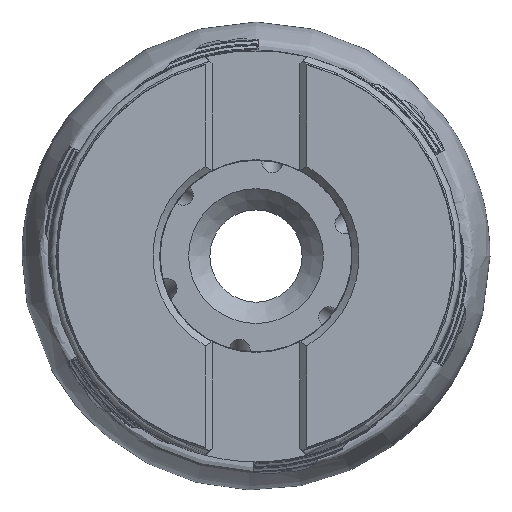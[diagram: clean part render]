
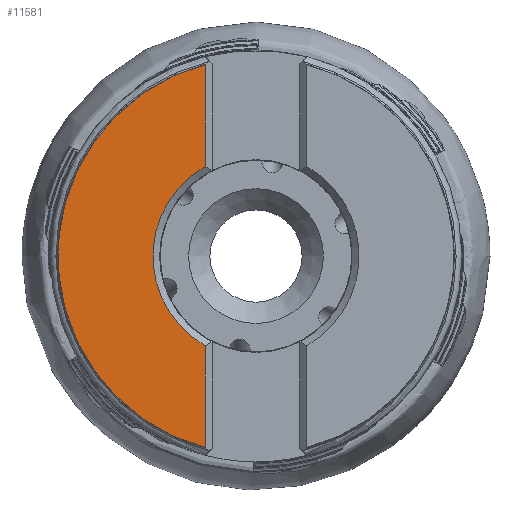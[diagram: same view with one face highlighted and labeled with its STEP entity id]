
A CAD part, left-side view. The second image highlights one B-rep face of the part: STEP entity #11581.
In plain terms, the highlighted planar face has unit normal (-1, 0, 0).
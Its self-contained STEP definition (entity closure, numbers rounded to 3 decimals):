
#187 = EDGE_CURVE ( 'NONE', #3395, #4389, #11491, .T. ) ;
#405 = ORIENTED_EDGE ( 'NONE', *, *, #603, .F. ) ;
#437 = DIRECTION ( 'NONE',  ( 0., 0., 1. ) ) ;
#603 = EDGE_CURVE ( 'Kante161', #3395, #11639, #4867, .T. ) ;
#1569 = AXIS2_PLACEMENT_3D ( 'NONE', #11888, #9310, #1645 ) ;
#1645 = DIRECTION ( 'NONE',  ( 0., 0., 1. ) ) ;
#1738 = ORIENTED_EDGE ( 'NONE', *, *, #187, .T. ) ;
#2307 = CARTESIAN_POINT ( 'NONE',  ( -48.905, 7.15, 26.991 ) ) ;
#2939 = CARTESIAN_POINT ( 'NONE',  ( -48.905, 7.15, -35. ) ) ;
#3322 = VERTEX_POINT ( 'NONE', #4185 ) ;
#3395 = VERTEX_POINT ( 'NONE', #8235 ) ;
#3522 = PLANE ( 'NONE',  #4325 ) ;
#3987 = EDGE_CURVE ( 'NONE', #4389, #3322, #9612, .T. ) ;
#4004 = CARTESIAN_POINT ( 'NONE',  ( -48.905, 7.15, -12.643 ) ) ;
#4185 = CARTESIAN_POINT ( 'NONE',  ( -48.905, 7.15, 12.643 ) ) ;
#4325 = AXIS2_PLACEMENT_3D ( 'NONE', #12490, #13777, #6112 ) ;
#4389 = VERTEX_POINT ( 'NONE', #4004 ) ;
#4674 = VECTOR ( 'NONE', #12866, 1000. ) ;
#4867 = CIRCLE ( 'NONE', #1569, 27.922 ) ;
#5033 = EDGE_LOOP ( 'NONE', ( #1738, #16047, #6045, #405 ) ) ;
#5234 = LINE ( 'NONE', #2939, #8630 ) ;
#5860 = CARTESIAN_POINT ( 'NONE',  ( -48.905, 0., 0. ) ) ;
#6045 = ORIENTED_EDGE ( 'NONE', *, *, #11270, .T. ) ;
#6099 = AXIS2_PLACEMENT_3D ( 'NONE', #5860, #14796, #7135 ) ;
#6112 = DIRECTION ( 'NONE',  ( 0., 0., 1. ) ) ;
#6618 = FACE_OUTER_BOUND ( 'NONE', #5033, .T. ) ;
#7135 = DIRECTION ( 'NONE',  ( 0., 0., 1. ) ) ;
#7493 = CARTESIAN_POINT ( 'NONE',  ( -48.905, 7.15, -35. ) ) ;
#8235 = CARTESIAN_POINT ( 'NONE',  ( -48.905, 7.15, -26.991 ) ) ;
#8630 = VECTOR ( 'NONE', #437, 1000. ) ;
#9310 = DIRECTION ( 'NONE',  ( 1., 0., 0. ) ) ;
#9612 = CIRCLE ( 'NONE', #6099, 14.525 ) ;
#11270 = EDGE_CURVE ( 'NONE', #3322, #11639, #5234, .T. ) ;
#11491 = LINE ( 'NONE', #7493, #4674 ) ;
#11581 = ADVANCED_FACE ( 'NONE', ( #6618 ), #3522, .T. ) ;
#11639 = VERTEX_POINT ( 'NONE', #2307 ) ;
#11888 = CARTESIAN_POINT ( 'NONE',  ( -48.905, 0., 0. ) ) ;
#12490 = CARTESIAN_POINT ( 'NONE',  ( -48.905, 0., 0. ) ) ;
#12866 = DIRECTION ( 'NONE',  ( 0., 0., 1. ) ) ;
#13777 = DIRECTION ( 'NONE',  ( -1., 0., 0. ) ) ;
#14796 = DIRECTION ( 'NONE',  ( 1., 0., 0. ) ) ;
#16047 = ORIENTED_EDGE ( 'NONE', *, *, #3987, .T. ) ;
